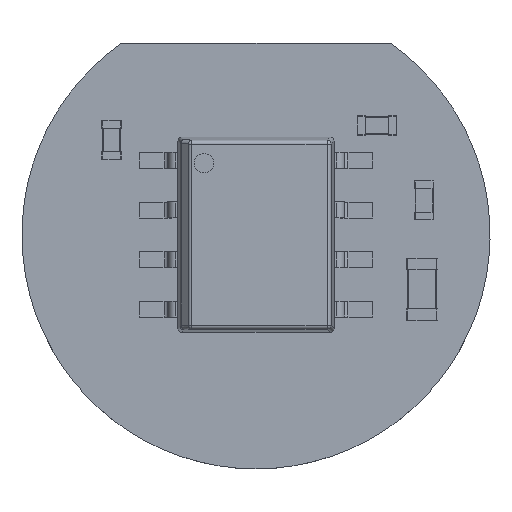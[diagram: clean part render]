
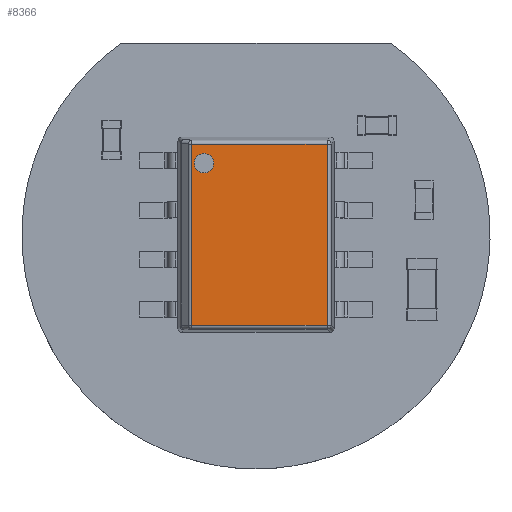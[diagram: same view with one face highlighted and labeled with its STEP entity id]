
A CAD part, top view. The second image highlights one B-rep face of the part: STEP entity #8366.
In plain terms, the highlighted planar face has unit normal (0, 0, 1).
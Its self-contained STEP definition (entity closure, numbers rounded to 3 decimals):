
#7407 = CYLINDRICAL_SURFACE('',#7408,0.1);
#7408 = AXIS2_PLACEMENT_3D('',#7409,#7410,#7411);
#7409 = CARTESIAN_POINT('',(-1.7,-2.323,1.65));
#7410 = DIRECTION('',(1.,0.,0.));
#7411 = DIRECTION('',(0.,-0.995,0.105));
#7556 = CYLINDRICAL_SURFACE('',#7557,0.1);
#7557 = AXIS2_PLACEMENT_3D('',#7558,#7559,#7560);
#7558 = CARTESIAN_POINT('',(-1.7,2.323,1.65));
#7559 = DIRECTION('',(1.,0.,0.));
#7560 = DIRECTION('',(0.,0.995,0.105));
#7632 = CYLINDRICAL_SURFACE('',#7633,0.1);
#7633 = AXIS2_PLACEMENT_3D('',#7634,#7635,#7636);
#7634 = CARTESIAN_POINT('',(1.823,-2.413,1.65));
#7635 = DIRECTION('',(0.,1.,0.));
#7636 = DIRECTION('',(0.995,0.,0.105));
#7935 = VERTEX_POINT('',#7936);
#7936 = CARTESIAN_POINT('',(1.823,-2.323,1.75));
#7956 = EDGE_CURVE('',#7957,#7935,#7959,.T.);
#7957 = VERTEX_POINT('',#7958);
#7958 = CARTESIAN_POINT('',(-1.659,-2.323,1.75));
#7959 = SURFACE_CURVE('',#7960,(#7964,#7971),.PCURVE_S1.);
#7960 = LINE('',#7961,#7962);
#7961 = CARTESIAN_POINT('',(-1.7,-2.323,1.75));
#7962 = VECTOR('',#7963,1.);
#7963 = DIRECTION('',(1.,0.,0.));
#7964 = PCURVE('',#7407,#7965);
#7965 = DEFINITIONAL_REPRESENTATION('',(#7966),#7970);
#7966 = LINE('',#7967,#7968);
#7967 = CARTESIAN_POINT('',(4.817,0.));
#7968 = VECTOR('',#7969,1.);
#7969 = DIRECTION('',(-0.,1.));
#7970 = ( GEOMETRIC_REPRESENTATION_CONTEXT(2) 
PARAMETRIC_REPRESENTATION_CONTEXT() REPRESENTATION_CONTEXT('2D SPACE',''
  ) );
#7971 = PCURVE('',#7972,#7977);
#7972 = PLANE('',#7973);
#7973 = AXIS2_PLACEMENT_3D('',#7974,#7975,#7976);
#7974 = CARTESIAN_POINT('',(-2.,-2.5,1.75));
#7975 = DIRECTION('',(0.,0.,1.));
#7976 = DIRECTION('',(1.,0.,0.));
#7977 = DEFINITIONAL_REPRESENTATION('',(#7978),#7982);
#7978 = LINE('',#7979,#7980);
#7979 = CARTESIAN_POINT('',(0.3,0.177));
#7980 = VECTOR('',#7981,1.);
#7981 = DIRECTION('',(1.,0.));
#7982 = ( GEOMETRIC_REPRESENTATION_CONTEXT(2) 
PARAMETRIC_REPRESENTATION_CONTEXT() REPRESENTATION_CONTEXT('2D SPACE',''
  ) );
#8138 = VERTEX_POINT('',#8139);
#8139 = CARTESIAN_POINT('',(-1.659,2.323,1.75));
#8176 = EDGE_CURVE('',#8138,#8177,#8179,.T.);
#8177 = VERTEX_POINT('',#8178);
#8178 = CARTESIAN_POINT('',(1.823,2.323,1.75));
#8179 = SURFACE_CURVE('',#8180,(#8184,#8191),.PCURVE_S1.);
#8180 = LINE('',#8181,#8182);
#8181 = CARTESIAN_POINT('',(-1.7,2.323,1.75));
#8182 = VECTOR('',#8183,1.);
#8183 = DIRECTION('',(1.,0.,0.));
#8184 = PCURVE('',#7556,#8185);
#8185 = DEFINITIONAL_REPRESENTATION('',(#8186),#8190);
#8186 = LINE('',#8187,#8188);
#8187 = CARTESIAN_POINT('',(1.466,0.));
#8188 = VECTOR('',#8189,1.);
#8189 = DIRECTION('',(0.,1.));
#8190 = ( GEOMETRIC_REPRESENTATION_CONTEXT(2) 
PARAMETRIC_REPRESENTATION_CONTEXT() REPRESENTATION_CONTEXT('2D SPACE',''
  ) );
#8191 = PCURVE('',#7972,#8192);
#8192 = DEFINITIONAL_REPRESENTATION('',(#8193),#8197);
#8193 = LINE('',#8194,#8195);
#8194 = CARTESIAN_POINT('',(0.3,4.823));
#8195 = VECTOR('',#8196,1.);
#8196 = DIRECTION('',(1.,0.));
#8197 = ( GEOMETRIC_REPRESENTATION_CONTEXT(2) 
PARAMETRIC_REPRESENTATION_CONTEXT() REPRESENTATION_CONTEXT('2D SPACE',''
  ) );
#8242 = EDGE_CURVE('',#7935,#8177,#8243,.T.);
#8243 = SURFACE_CURVE('',#8244,(#8248,#8255),.PCURVE_S1.);
#8244 = LINE('',#8245,#8246);
#8245 = CARTESIAN_POINT('',(1.823,-2.413,1.75));
#8246 = VECTOR('',#8247,1.);
#8247 = DIRECTION('',(0.,1.,0.));
#8248 = PCURVE('',#7632,#8249);
#8249 = DEFINITIONAL_REPRESENTATION('',(#8250),#8254);
#8250 = LINE('',#8251,#8252);
#8251 = CARTESIAN_POINT('',(4.817,0.));
#8252 = VECTOR('',#8253,1.);
#8253 = DIRECTION('',(-0.,1.));
#8254 = ( GEOMETRIC_REPRESENTATION_CONTEXT(2) 
PARAMETRIC_REPRESENTATION_CONTEXT() REPRESENTATION_CONTEXT('2D SPACE',''
  ) );
#8255 = PCURVE('',#7972,#8256);
#8256 = DEFINITIONAL_REPRESENTATION('',(#8257),#8261);
#8257 = LINE('',#8258,#8259);
#8258 = CARTESIAN_POINT('',(3.823,0.087));
#8259 = VECTOR('',#8260,1.);
#8260 = DIRECTION('',(0.,1.));
#8261 = ( GEOMETRIC_REPRESENTATION_CONTEXT(2) 
PARAMETRIC_REPRESENTATION_CONTEXT() REPRESENTATION_CONTEXT('2D SPACE',''
  ) );
#8323 = CYLINDRICAL_SURFACE('',#8324,0.1);
#8324 = AXIS2_PLACEMENT_3D('',#8325,#8326,#8327);
#8325 = CARTESIAN_POINT('',(-1.659,-2.413,1.65));
#8326 = DIRECTION('',(0.,1.,0.));
#8327 = DIRECTION('',(-0.707,0.,0.707));
#8366 = ADVANCED_FACE('',(#8367,#8393),#7972,.T.);
#8367 = FACE_BOUND('',#8368,.T.);
#8368 = EDGE_LOOP('',(#8369,#8370,#8391,#8392));
#8369 = ORIENTED_EDGE('',*,*,#8176,.F.);
#8370 = ORIENTED_EDGE('',*,*,#8371,.F.);
#8371 = EDGE_CURVE('',#7957,#8138,#8372,.T.);
#8372 = SURFACE_CURVE('',#8373,(#8377,#8384),.PCURVE_S1.);
#8373 = LINE('',#8374,#8375);
#8374 = CARTESIAN_POINT('',(-1.659,-2.413,1.75));
#8375 = VECTOR('',#8376,1.);
#8376 = DIRECTION('',(0.,1.,0.));
#8377 = PCURVE('',#7972,#8378);
#8378 = DEFINITIONAL_REPRESENTATION('',(#8379),#8383);
#8379 = LINE('',#8380,#8381);
#8380 = CARTESIAN_POINT('',(0.341,0.087));
#8381 = VECTOR('',#8382,1.);
#8382 = DIRECTION('',(0.,1.));
#8383 = ( GEOMETRIC_REPRESENTATION_CONTEXT(2) 
PARAMETRIC_REPRESENTATION_CONTEXT() REPRESENTATION_CONTEXT('2D SPACE',''
  ) );
#8384 = PCURVE('',#8323,#8385);
#8385 = DEFINITIONAL_REPRESENTATION('',(#8386),#8390);
#8386 = LINE('',#8387,#8388);
#8387 = CARTESIAN_POINT('',(0.785,0.));
#8388 = VECTOR('',#8389,1.);
#8389 = DIRECTION('',(0.,1.));
#8390 = ( GEOMETRIC_REPRESENTATION_CONTEXT(2) 
PARAMETRIC_REPRESENTATION_CONTEXT() REPRESENTATION_CONTEXT('2D SPACE',''
  ) );
#8391 = ORIENTED_EDGE('',*,*,#7956,.T.);
#8392 = ORIENTED_EDGE('',*,*,#8242,.T.);
#8393 = FACE_BOUND('',#8394,.T.);
#8394 = EDGE_LOOP('',(#8395));
#8395 = ORIENTED_EDGE('',*,*,#8396,.F.);
#8396 = EDGE_CURVE('',#8397,#8397,#8399,.T.);
#8397 = VERTEX_POINT('',#8398);
#8398 = CARTESIAN_POINT('',(-1.083,1.833,1.75));
#8399 = SURFACE_CURVE('',#8400,(#8405,#8412),.PCURVE_S1.);
#8400 = CIRCLE('',#8401,0.25);
#8401 = AXIS2_PLACEMENT_3D('',#8402,#8403,#8404);
#8402 = CARTESIAN_POINT('',(-1.333,1.833,1.75));
#8403 = DIRECTION('',(0.,0.,1.));
#8404 = DIRECTION('',(1.,0.,0.));
#8405 = PCURVE('',#7972,#8406);
#8406 = DEFINITIONAL_REPRESENTATION('',(#8407),#8411);
#8407 = CIRCLE('',#8408,0.25);
#8408 = AXIS2_PLACEMENT_2D('',#8409,#8410);
#8409 = CARTESIAN_POINT('',(0.667,4.333));
#8410 = DIRECTION('',(1.,0.));
#8411 = ( GEOMETRIC_REPRESENTATION_CONTEXT(2) 
PARAMETRIC_REPRESENTATION_CONTEXT() REPRESENTATION_CONTEXT('2D SPACE',''
  ) );
#8412 = PCURVE('',#8413,#8418);
#8413 = CYLINDRICAL_SURFACE('',#8414,0.25);
#8414 = AXIS2_PLACEMENT_3D('',#8415,#8416,#8417);
#8415 = CARTESIAN_POINT('',(-1.333,1.833,1.65));
#8416 = DIRECTION('',(0.,0.,1.));
#8417 = DIRECTION('',(1.,0.,0.));
#8418 = DEFINITIONAL_REPRESENTATION('',(#8419),#8423);
#8419 = LINE('',#8420,#8421);
#8420 = CARTESIAN_POINT('',(0.,0.1));
#8421 = VECTOR('',#8422,1.);
#8422 = DIRECTION('',(1.,0.));
#8423 = ( GEOMETRIC_REPRESENTATION_CONTEXT(2) 
PARAMETRIC_REPRESENTATION_CONTEXT() REPRESENTATION_CONTEXT('2D SPACE',''
  ) );
